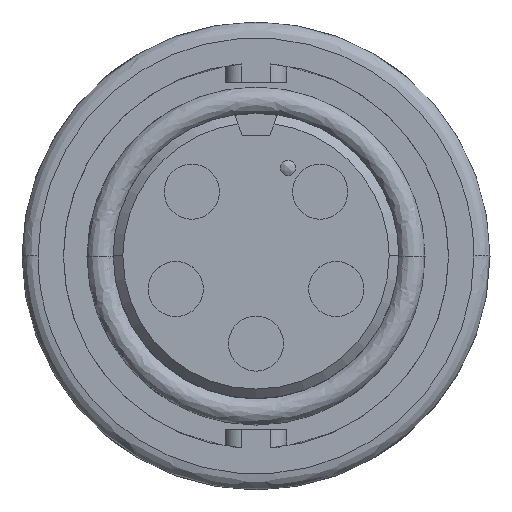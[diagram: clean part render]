
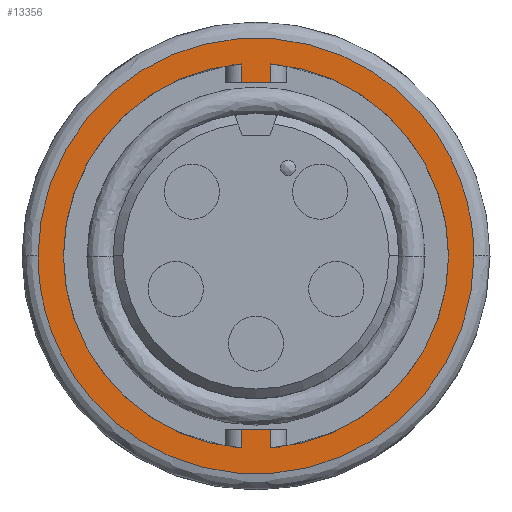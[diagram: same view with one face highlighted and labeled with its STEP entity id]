
A CAD part, top view. The second image highlights one B-rep face of the part: STEP entity #13356.
In plain terms, the highlighted planar face has unit normal (0, 0, 1).
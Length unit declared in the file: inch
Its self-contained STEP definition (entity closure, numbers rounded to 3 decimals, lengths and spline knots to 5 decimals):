
#90 = VERTEX_POINT ( 'NONE', #14165 ) ;
#99 = VERTEX_POINT ( 'NONE', #14176 ) ;
#164 = VERTEX_POINT ( 'NONE', #14021 ) ;
#172 = VERTEX_POINT ( 'NONE', #13955 ) ;
#224 = EDGE_LOOP ( 'NONE', ( #6019, #6016 ) ) ;
#249 = VERTEX_POINT ( 'NONE', #14222 ) ;
#275 = VERTEX_POINT ( 'NONE', #14255 ) ;
#288 = VERTEX_POINT ( 'NONE', #13970 ) ;
#310 = VERTEX_POINT ( 'NONE', #13950 ) ;
#324 = VERTEX_POINT ( 'NONE', #14261 ) ;
#344 = VERTEX_POINT ( 'NONE', #14253 ) ;
#500 = EDGE_LOOP ( 'NONE', ( #6116, #6225, #6356, #5816, #6301, #6094, #6010, #6335, #6778, #6184 ) ) ;
#1695 = PLANE ( 'NONE',  #7002 ) ;
#1912 = DIRECTION ( 'NONE',  ( 0., 0., 1. ) ) ;
#2217 = DIRECTION ( 'NONE',  ( 1., 0., 0. ) ) ;
#2295 = CARTESIAN_POINT ( 'NONE',  ( 0., 0., -0.12776 ) ) ;
#3417 = VECTOR ( 'NONE', #12382, 39.37008 ) ;
#3425 = VECTOR ( 'NONE', #11630, 39.37008 ) ;
#3430 = AXIS2_PLACEMENT_3D ( 'NONE', #12301, #11542, #11769 ) ;
#3434 = VECTOR ( 'NONE', #11507, 39.37008 ) ;
#3467 = VECTOR ( 'NONE', #5649, 39.37008 ) ;
#3475 = VECTOR ( 'NONE', #12379, 39.37008 ) ;
#3501 = VECTOR ( 'NONE', #11703, 39.37008 ) ;
#3530 = AXIS2_PLACEMENT_3D ( 'NONE', #11602, #11491, #11775 ) ;
#3591 =( BOUNDED_CURVE ( )  B_SPLINE_CURVE ( 3, ( #8225, #8227, #8228, #8229 ),
 .UNSPECIFIED., .F., .F. ) 
 B_SPLINE_CURVE_WITH_KNOTS ( ( 4, 4 ),
 ( 0., 1. ),
 .UNSPECIFIED. ) 
 CURVE ( )  GEOMETRIC_REPRESENTATION_ITEM ( )  RATIONAL_B_SPLINE_CURVE ( ( 1., 0.333, 0.333, 1. ) ) 
 REPRESENTATION_ITEM ( '' )  );
#3816 = DIRECTION ( 'NONE',  ( 1., 0., 0. ) ) ;
#3824 = DIRECTION ( 'NONE',  ( 0., 0., -1. ) ) ;
#3850 = CARTESIAN_POINT ( 'NONE',  ( 0., 0., -0.12776 ) ) ;
#4002 = DIRECTION ( 'NONE',  ( 0., 0., -1. ) ) ;
#4012 = DIRECTION ( 'NONE',  ( 1., 0., 0. ) ) ;
#4486 = CARTESIAN_POINT ( 'NONE',  ( -0.4075, -0.815, -0.12776 ) ) ;
#4488 = CARTESIAN_POINT ( 'NONE',  ( -0.4075, 0., -0.12776 ) ) ;
#4561 = CARTESIAN_POINT ( 'NONE',  ( 0.4075, 0., -0.12776 ) ) ;
#4577 = CARTESIAN_POINT ( 'NONE',  ( 0.4075, -0.815, -0.12776 ) ) ;
#4692 = CARTESIAN_POINT ( 'NONE',  ( 0., 0., -0.12776 ) ) ;
#5641 = CARTESIAN_POINT ( 'NONE',  ( -0.0275, 0., -0.12776 ) ) ;
#5649 = DIRECTION ( 'NONE',  ( 0., -1., 0. ) ) ;
#5652 = LINE ( 'NONE', #5641, #3467 ) ;
#5816 = ORIENTED_EDGE ( 'NONE', *, *, #9289, .T. ) ;
#6010 = ORIENTED_EDGE ( 'NONE', *, *, #13181, .T. ) ;
#6016 = ORIENTED_EDGE ( 'NONE', *, *, #13198, .F. ) ;
#6019 = ORIENTED_EDGE ( 'NONE', *, *, #13056, .F. ) ;
#6094 = ORIENTED_EDGE ( 'NONE', *, *, #9555, .T. ) ;
#6116 = ORIENTED_EDGE ( 'NONE', *, *, #9448, .T. ) ;
#6184 = ORIENTED_EDGE ( 'NONE', *, *, #9322, .F. ) ;
#6225 = ORIENTED_EDGE ( 'NONE', *, *, #9291, .T. ) ;
#6301 = ORIENTED_EDGE ( 'NONE', *, *, #9392, .F. ) ;
#6335 = ORIENTED_EDGE ( 'NONE', *, *, #9502, .T. ) ;
#6356 = ORIENTED_EDGE ( 'NONE', *, *, #13186, .T. ) ;
#6778 = ORIENTED_EDGE ( 'NONE', *, *, #9274, .T. ) ;
#6812 = VERTEX_POINT ( 'NONE', #11995 ) ;
#6835 = VERTEX_POINT ( 'NONE', #11936 ) ;
#7002 = AXIS2_PLACEMENT_3D ( 'NONE', #2295, #1912, #2217 ) ;
#7040 = FACE_OUTER_BOUND ( 'NONE', #224, .T. ) ;
#7061 = FACE_BOUND ( 'NONE', #500, .T. ) ;
#8225 = CARTESIAN_POINT ( 'NONE',  ( -0.4075, 0., -0.12776 ) ) ;
#8227 = CARTESIAN_POINT ( 'NONE',  ( -0.4075, 0.815, -0.12776 ) ) ;
#8228 = CARTESIAN_POINT ( 'NONE',  ( 0.4075, 0.815, -0.12776 ) ) ;
#8229 = CARTESIAN_POINT ( 'NONE',  ( 0.4075, 0., -0.12776 ) ) ;
#9274 = EDGE_CURVE ( 'NONE', #6812, #90, #11384, .T. ) ;
#9289 = EDGE_CURVE ( 'NONE', #172, #310, #11493, .T. ) ;
#9291 = EDGE_CURVE ( 'NONE', #324, #275, #12925, .T. ) ;
#9322 = EDGE_CURVE ( 'NONE', #164, #90, #11469, .T. ) ;
#9392 = EDGE_CURVE ( 'NONE', #99, #310, #11320, .T. ) ;
#9448 = EDGE_CURVE ( 'NONE', #164, #324, #12365, .T. ) ;
#9502 = EDGE_CURVE ( 'NONE', #344, #6812, #12412, .T. ) ;
#9555 = EDGE_CURVE ( 'NONE', #99, #288, #5652, .T. ) ;
#9682 = AXIS2_PLACEMENT_3D ( 'NONE', #3850, #3824, #3816 ) ;
#9781 = AXIS2_PLACEMENT_3D ( 'NONE', #4692, #4002, #4012 ) ;
#11320 = LINE ( 'NONE', #11401, #3501 ) ;
#11383 = CARTESIAN_POINT ( 'NONE',  ( 0.0275, 0.325, -0.12776 ) ) ;
#11384 = LINE ( 'NONE', #11503, #3475 ) ;
#11388 = CARTESIAN_POINT ( 'NONE',  ( 0.0275, 0., -0.12776 ) ) ;
#11401 = CARTESIAN_POINT ( 'NONE',  ( -0.0275, -0.325, -0.12776 ) ) ;
#11469 = LINE ( 'NONE', #11383, #3425 ) ;
#11491 = DIRECTION ( 'NONE',  ( 0., 0., -1. ) ) ;
#11493 = LINE ( 'NONE', #11388, #3417 ) ;
#11503 = CARTESIAN_POINT ( 'NONE',  ( -0.0275, 0., -0.12776 ) ) ;
#11507 = DIRECTION ( 'NONE',  ( 0., 1., 0. ) ) ;
#11542 = DIRECTION ( 'NONE',  ( 0., 0., -1. ) ) ;
#11602 = CARTESIAN_POINT ( 'NONE',  ( 0., 0., -0.12776 ) ) ;
#11630 = DIRECTION ( 'NONE',  ( -1., 0., 0. ) ) ;
#11703 = DIRECTION ( 'NONE',  ( 1., 0., 0. ) ) ;
#11733 = CARTESIAN_POINT ( 'NONE',  ( 0.0275, 0., -0.12776 ) ) ;
#11769 = DIRECTION ( 'NONE',  ( 1., 0., 0. ) ) ;
#11775 = DIRECTION ( 'NONE',  ( 1., 0., 0. ) ) ;
#11936 = CARTESIAN_POINT ( 'NONE',  ( 0.4075, 0., -0.12776 ) ) ;
#11995 = CARTESIAN_POINT ( 'NONE',  ( -0.0275, 0.35895, -0.12776 ) ) ;
#12301 = CARTESIAN_POINT ( 'NONE',  ( 0., 0., -0.12776 ) ) ;
#12365 = LINE ( 'NONE', #11733, #3434 ) ;
#12379 = DIRECTION ( 'NONE',  ( 0., -1., 0. ) ) ;
#12382 = DIRECTION ( 'NONE',  ( 0., 1., 0. ) ) ;
#12412 = CIRCLE ( 'NONE', #3430, 0.36 ) ;
#12925 = CIRCLE ( 'NONE', #3530, 0.36 ) ;
#13030 = CIRCLE ( 'NONE', #9781, 0.36 ) ;
#13056 = EDGE_CURVE ( 'NONE', #249, #6835, #3591, .T. ) ;
#13091 = CIRCLE ( 'NONE', #9682, 0.36 ) ;
#13181 = EDGE_CURVE ( 'NONE', #288, #344, #13030, .T. ) ;
#13186 = EDGE_CURVE ( 'NONE', #275, #172, #13091, .T. ) ;
#13198 = EDGE_CURVE ( 'NONE', #6835, #249, #14682, .T. ) ;
#13356 = ADVANCED_FACE ( 'NONE', ( #7040, #7061 ), #1695, .T. ) ;
#13950 = CARTESIAN_POINT ( 'NONE',  ( 0.0275, -0.325, -0.12776 ) ) ;
#13955 = CARTESIAN_POINT ( 'NONE',  ( 0.0275, -0.35895, -0.12776 ) ) ;
#13970 = CARTESIAN_POINT ( 'NONE',  ( -0.0275, -0.35895, -0.12776 ) ) ;
#14021 = CARTESIAN_POINT ( 'NONE',  ( 0.0275, 0.325, -0.12776 ) ) ;
#14165 = CARTESIAN_POINT ( 'NONE',  ( -0.0275, 0.325, -0.12776 ) ) ;
#14176 = CARTESIAN_POINT ( 'NONE',  ( -0.0275, -0.325, -0.12776 ) ) ;
#14222 = CARTESIAN_POINT ( 'NONE',  ( -0.4075, 0., -0.12776 ) ) ;
#14253 = CARTESIAN_POINT ( 'NONE',  ( -0.36, 0., -0.12776 ) ) ;
#14255 = CARTESIAN_POINT ( 'NONE',  ( 0.36, 0., -0.12776 ) ) ;
#14261 = CARTESIAN_POINT ( 'NONE',  ( 0.0275, 0.35895, -0.12776 ) ) ;
#14682 =( BOUNDED_CURVE ( )  B_SPLINE_CURVE ( 3, ( #4561, #4577, #4486, #4488 ),
 .UNSPECIFIED., .F., .F. ) 
 B_SPLINE_CURVE_WITH_KNOTS ( ( 4, 4 ),
 ( 0., 1. ),
 .UNSPECIFIED. ) 
 CURVE ( )  GEOMETRIC_REPRESENTATION_ITEM ( )  RATIONAL_B_SPLINE_CURVE ( ( 1., 0.333, 0.333, 1. ) ) 
 REPRESENTATION_ITEM ( '' )  );
